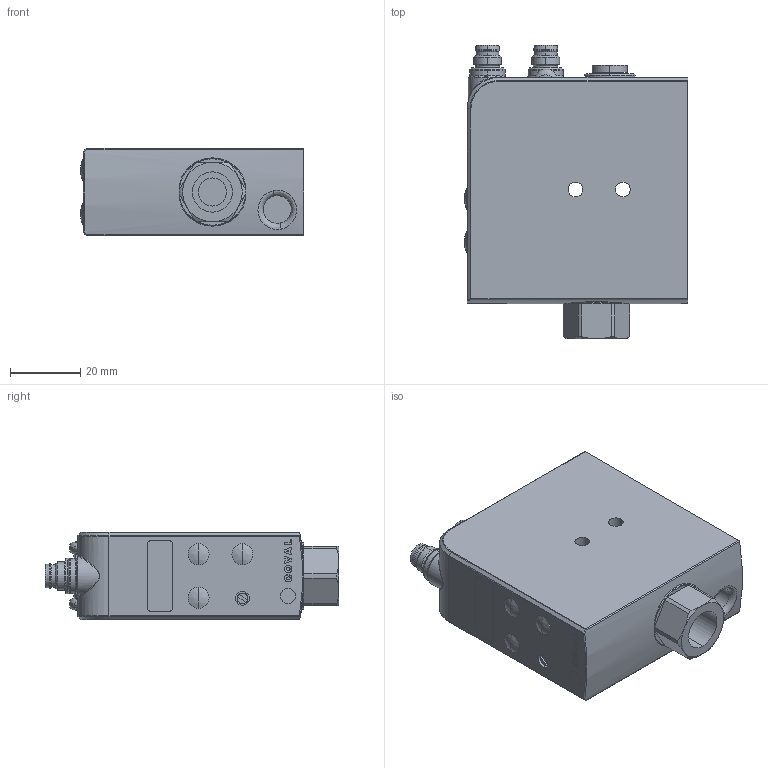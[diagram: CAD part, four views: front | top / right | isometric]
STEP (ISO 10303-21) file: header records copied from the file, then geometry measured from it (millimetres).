
FILE_DESCRIPTION(('STEP AP214'),'1');
FILE_NAME('COVAL_LEMAX90X12S.stp','2017-12-27T14:25:29',('TraceParts'),('TraceParts S.A.'),'Spatial InterOp 3D',' ',' ');
FILE_SCHEMA(('automotive_design'));
Length unit declared in the file: millimetre
Products named in the file (6): COVAL_LEMAX90X12S_1; COVAL_LEMAX90X12S_2; COVAL_LEMAX90X12S_3; COVAL_LEMAX90X12S_4; COVAL_LEMAX90X12S_5; COVAL_LEMAX90X12S_6
Bounding box: 63.68 x 83.8 x 25 mm (x, y, z)
Volume: 101530 mm3; surface area: 18579.1 mm2
Topology: 6 solids, 6 shells, 398 faces, 895 edges, 544 vertices
Faces by surface type: cylinder 135, plane 130, cone 66, bspline 43, torus 14, sphere 10
Entity records: 17275 total; most frequent: CARTESIAN_POINT 5285, DIRECTION 1842, ORIENTED_EDGE 1770, EDGE_CURVE 885, AXIS2_PLACEMENT_3D 720, VERTEX_POINT 544, EDGE_LOOP 453, LINE 402
